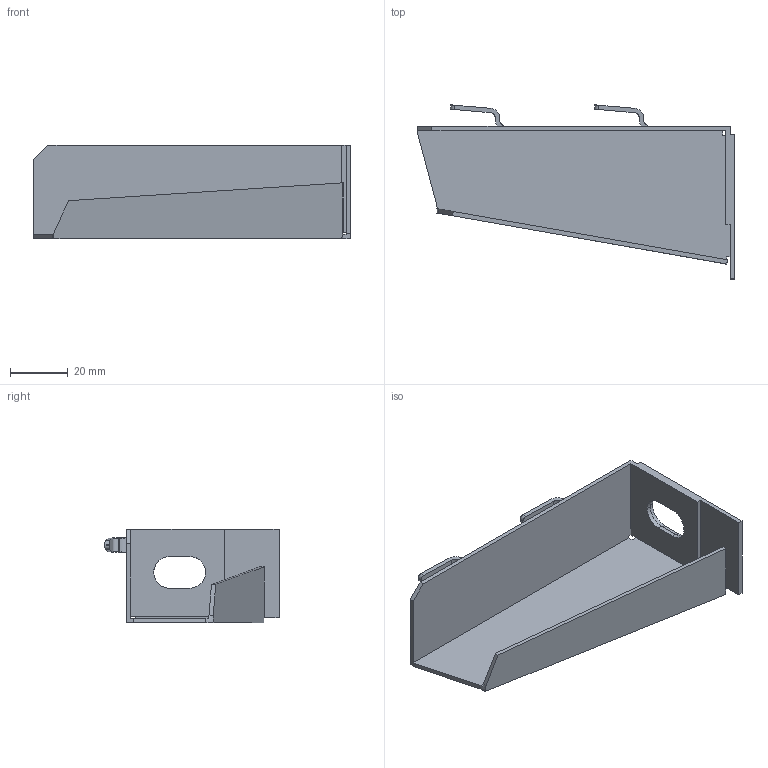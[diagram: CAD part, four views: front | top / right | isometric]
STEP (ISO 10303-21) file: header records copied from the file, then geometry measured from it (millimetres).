
FILE_DESCRIPTION(/* description */ (''),/* implementation_level */ '2;1');
FILE_NAME(/* name */ '6424600',/* time_stamp */ '2014-01-10T14:57:46+01:00',/* author */ (''),/* organization */ (''),/* preprocessor_version */ 'ST-DEVELOPER v15',/* originating_system */ '',/* authorisation */ '');
FILE_SCHEMA (('CONFIG_CONTROL_DESIGN'));
Length unit declared in the file: millimetre
Products named in the file (1): Document
Bounding box: 110 x 60.46 x 32.5 mm (x, y, z)
Volume: 16915.7 mm3; surface area: 22120.8 mm2
Topology: 1 solids, 1 shells, 67 faces, 191 edges, 127 vertices
Faces by surface type: plane 45, bspline 22
Entity records: 2585 total; most frequent: CARTESIAN_POINT 1276, ORIENTED_EDGE 382, EDGE_CURVE 191, B_SPLINE_CURVE_WITH_KNOTS 169, VERTEX_POINT 127, EDGE_LOOP 72, ADVANCED_FACE 67, FACE_OUTER_BOUND 67
